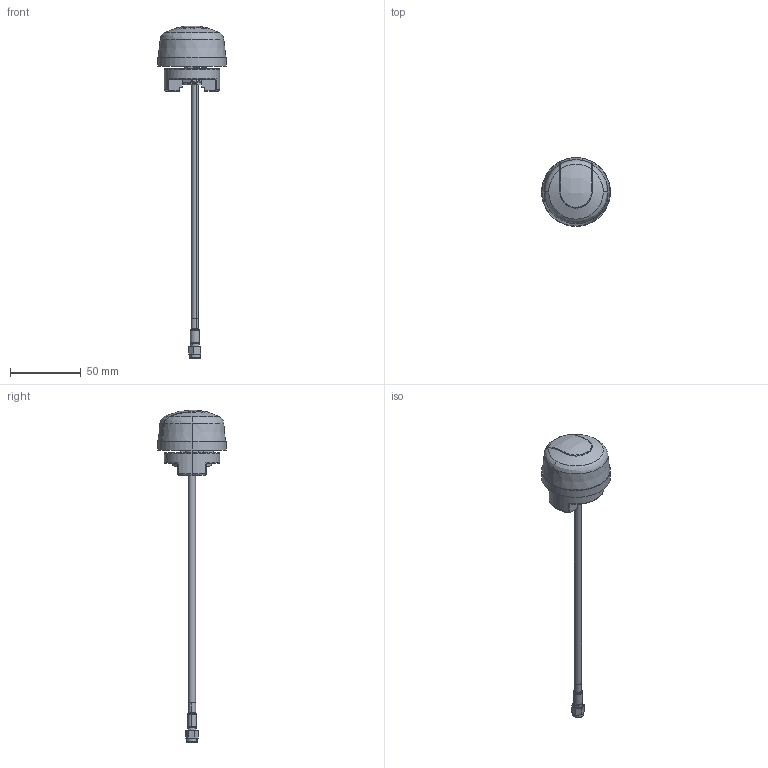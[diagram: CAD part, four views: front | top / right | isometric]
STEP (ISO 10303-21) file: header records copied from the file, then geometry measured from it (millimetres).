
FILE_DESCRIPTION (( 'STEP AP214' ), '1' );
FILE_NAME ('IS.01.B.305111_web.STEP', '2020-06-02T05:38:39', ( '' ), ( '' ), 'SwSTEP 2.0', 'SolidWorks 2018', '' );
FILE_SCHEMA (( 'AUTOMOTIVE_DESIGN' ));
Length unit declared in the file: millimetre
Products named in the file (2): IS.01.B.305111_web
Bounding box: 48.8 x 48.8 x 234.89 mm (x, y, z)
Surface area: 17262.2 mm2 (no closed solid volume)
Topology: 0 solids, 18 shells, 216 faces, 790 edges, 579 vertices
Faces by surface type: cylinder 68, bspline 65, plane 54, cone 20, torus 9
Entity records: 21205 total; most frequent: CARTESIAN_POINT 13089, ORIENTED_EDGE 1209, DIRECTION 975, EDGE_CURVE 785, VERTEX_POINT 579, AXIS2_PLACEMENT_3D 365, B_SPLINE_CURVE_WITH_KNOTS 245, VECTOR 245
